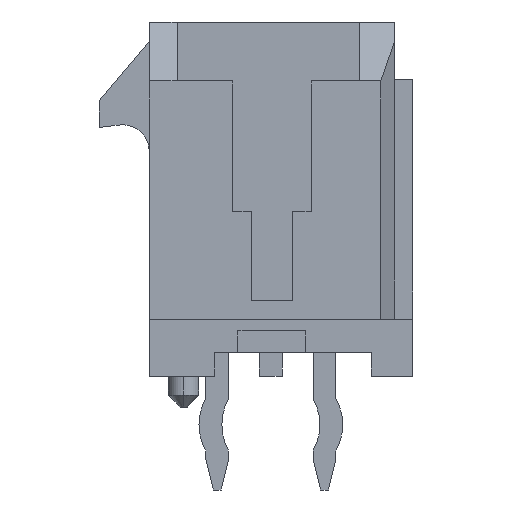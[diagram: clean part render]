
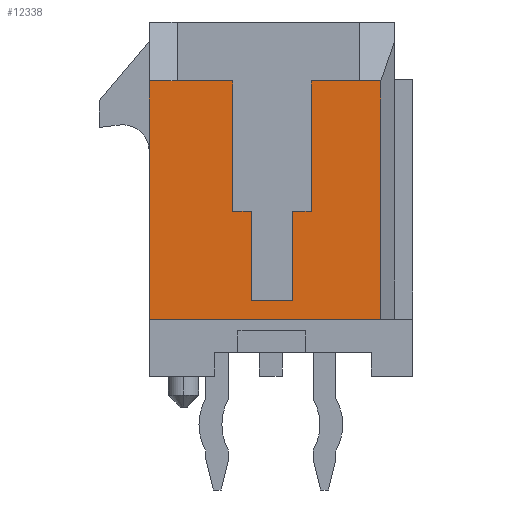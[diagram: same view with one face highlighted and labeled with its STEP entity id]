
A CAD part, left-side view. The second image highlights one B-rep face of the part: STEP entity #12338.
In plain terms, the highlighted planar face has unit normal (-1, 0, 0).
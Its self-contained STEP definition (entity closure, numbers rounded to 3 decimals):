
#1=DIRECTION('',(0.,0.,-1.));
#2=VECTOR('',#1,3.65);
#3=CARTESIAN_POINT('',(-18.325,-1.1,3.305));
#4=LINE('',#3,#2);
#5=DIRECTION('',(0.,1.,0.));
#6=VECTOR('',#5,1.35);
#7=CARTESIAN_POINT('',(-18.325,-2.45,3.305));
#8=LINE('',#7,#6);
#9=DIRECTION('',(0.,-1.,0.));
#10=VECTOR('',#9,0.6);
#11=CARTESIAN_POINT('',(-18.325,-2.45,3.305));
#12=LINE('',#11,#10);
#13=DIRECTION('',(0.,0.,-1.));
#14=VECTOR('',#13,6.66);
#15=CARTESIAN_POINT('',(-18.325,-3.05,3.305));
#16=LINE('',#15,#14);
#17=DIRECTION('',(0.,1.,0.));
#18=VECTOR('',#17,6.48);
#19=CARTESIAN_POINT('',(-18.325,-3.05,-3.355));
#20=LINE('',#19,#18);
#21=DIRECTION('',(0.,0.,1.));
#22=VECTOR('',#21,6.66);
#23=CARTESIAN_POINT('',(-18.325,3.43,-3.355));
#24=LINE('',#23,#22);
#25=DIRECTION('',(0.,-1.,0.));
#26=VECTOR('',#25,0.78);
#27=CARTESIAN_POINT('',(-18.325,3.43,3.305));
#28=LINE('',#27,#26);
#29=DIRECTION('',(0.,1.,0.));
#30=VECTOR('',#29,1.55);
#31=CARTESIAN_POINT('',(-18.325,1.1,3.305));
#32=LINE('',#31,#30);
#33=DIRECTION('',(0.,0.,-1.));
#34=VECTOR('',#33,3.65);
#35=CARTESIAN_POINT('',(-18.325,1.1,3.305));
#36=LINE('',#35,#34);
#37=DIRECTION('',(0.,1.,0.));
#38=VECTOR('',#37,0.525);
#39=CARTESIAN_POINT('',(-18.325,0.575,-0.345));
#40=LINE('',#39,#38);
#41=DIRECTION('',(0.,0.,1.));
#42=VECTOR('',#41,2.5);
#43=CARTESIAN_POINT('',(-18.325,0.575,-2.845));
#44=LINE('',#43,#42);
#45=DIRECTION('',(0.,1.,0.));
#46=VECTOR('',#45,1.15);
#47=CARTESIAN_POINT('',(-18.325,-0.575,-2.845));
#48=LINE('',#47,#46);
#49=DIRECTION('',(0.,0.,-1.));
#50=VECTOR('',#49,2.5);
#51=CARTESIAN_POINT('',(-18.325,-0.575,-0.345));
#52=LINE('',#51,#50);
#53=DIRECTION('',(0.,1.,0.));
#54=VECTOR('',#53,0.525);
#55=CARTESIAN_POINT('',(-18.325,-1.1,-0.345));
#56=LINE('',#55,#54);
#9260=CARTESIAN_POINT('',(-18.325,3.43,3.305));
#9262=VERTEX_POINT('',#9260);
#9315=CARTESIAN_POINT('',(-18.325,2.65,3.305));
#9316=VERTEX_POINT('',#9315);
#9317=CARTESIAN_POINT('',(-18.325,-2.45,3.305));
#9318=VERTEX_POINT('',#9317);
#10855=CARTESIAN_POINT('',(-18.325,3.43,-3.355));
#10856=VERTEX_POINT('',#10855);
#10907=CARTESIAN_POINT('',(-18.325,-3.05,3.305));
#10908=VERTEX_POINT('',#10907);
#10909=CARTESIAN_POINT('',(-18.325,-3.05,-3.355));
#10910=VERTEX_POINT('',#10909);
#11037=CARTESIAN_POINT('',(-18.325,-1.1,-0.345));
#11038=VERTEX_POINT('',#11037);
#11039=CARTESIAN_POINT('',(-18.325,-0.575,-0.345));
#11040=VERTEX_POINT('',#11039);
#11041=CARTESIAN_POINT('',(-18.325,-0.575,-2.845));
#11042=VERTEX_POINT('',#11041);
#11043=CARTESIAN_POINT('',(-18.325,0.575,-2.845));
#11044=VERTEX_POINT('',#11043);
#11045=CARTESIAN_POINT('',(-18.325,0.575,-0.345));
#11046=VERTEX_POINT('',#11045);
#11047=CARTESIAN_POINT('',(-18.325,1.1,-0.345));
#11048=VERTEX_POINT('',#11047);
#11049=CARTESIAN_POINT('',(-18.325,-1.1,3.305));
#11050=VERTEX_POINT('',#11049);
#11051=CARTESIAN_POINT('',(-18.325,1.1,3.305));
#11052=VERTEX_POINT('',#11051);
#12303=CARTESIAN_POINT('',(-18.325,0.,0.));
#12304=DIRECTION('',(1.,0.,0.));
#12305=DIRECTION('',(0.,0.,-1.));
#12306=AXIS2_PLACEMENT_3D('',#12303,#12304,#12305);
#12307=PLANE('',#12306);
#12309=ORIENTED_EDGE('',*,*,#12308,.F.);
#12311=ORIENTED_EDGE('',*,*,#12310,.F.);
#12313=ORIENTED_EDGE('',*,*,#12312,.T.);
#12315=ORIENTED_EDGE('',*,*,#12314,.T.);
#12317=ORIENTED_EDGE('',*,*,#12316,.T.);
#12319=ORIENTED_EDGE('',*,*,#12318,.T.);
#12321=ORIENTED_EDGE('',*,*,#12320,.T.);
#12323=ORIENTED_EDGE('',*,*,#12322,.F.);
#12325=ORIENTED_EDGE('',*,*,#12324,.T.);
#12327=ORIENTED_EDGE('',*,*,#12326,.F.);
#12329=ORIENTED_EDGE('',*,*,#12328,.F.);
#12331=ORIENTED_EDGE('',*,*,#12330,.F.);
#12333=ORIENTED_EDGE('',*,*,#12332,.F.);
#12335=ORIENTED_EDGE('',*,*,#12334,.F.);
#12336=EDGE_LOOP('',(#12309,#12311,#12313,#12315,#12317,#12319,#12321,#12323,
#12325,#12327,#12329,#12331,#12333,#12335));
#12337=FACE_OUTER_BOUND('',#12336,.F.);
#12338=ADVANCED_FACE('',(#12337),#12307,.F.);
#12308=EDGE_CURVE('',#11050,#11038,#4,.T.);
#12310=EDGE_CURVE('',#9318,#11050,#8,.T.);
#12312=EDGE_CURVE('',#9318,#10908,#12,.T.);
#12314=EDGE_CURVE('',#10908,#10910,#16,.T.);
#12316=EDGE_CURVE('',#10910,#10856,#20,.T.);
#12318=EDGE_CURVE('',#10856,#9262,#24,.T.);
#12320=EDGE_CURVE('',#9262,#9316,#28,.T.);
#12322=EDGE_CURVE('',#11052,#9316,#32,.T.);
#12324=EDGE_CURVE('',#11052,#11048,#36,.T.);
#12326=EDGE_CURVE('',#11046,#11048,#40,.T.);
#12328=EDGE_CURVE('',#11044,#11046,#44,.T.);
#12330=EDGE_CURVE('',#11042,#11044,#48,.T.);
#12332=EDGE_CURVE('',#11040,#11042,#52,.T.);
#12334=EDGE_CURVE('',#11038,#11040,#56,.T.);
